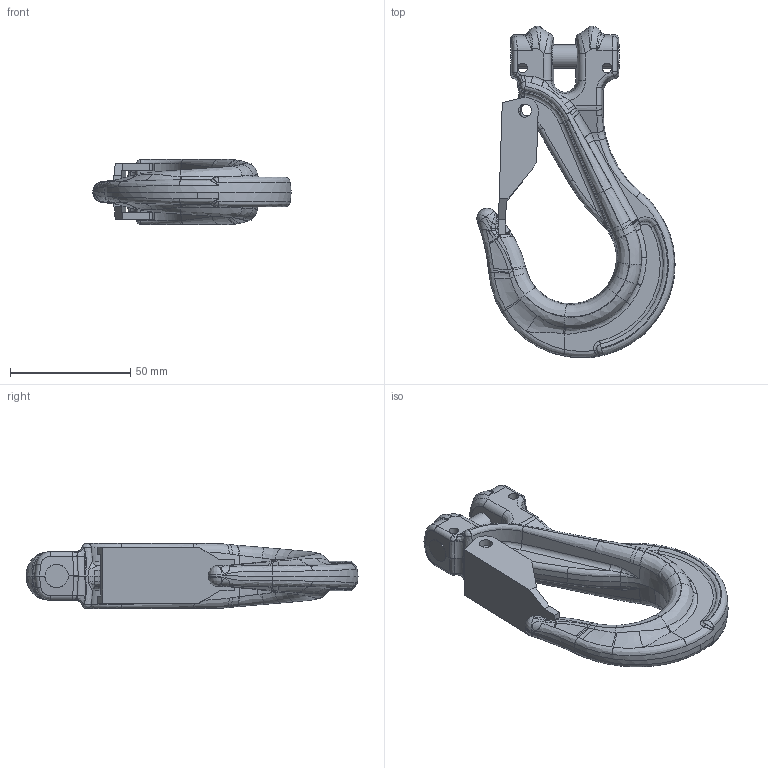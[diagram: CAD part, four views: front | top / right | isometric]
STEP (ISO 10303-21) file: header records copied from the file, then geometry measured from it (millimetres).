
FILE_DESCRIPTION(('CATIA V5 STEP Exchange'),'2;1');
FILE_NAME('X-043-07.stp','2017-06-30T05:20:17+00:00',('none'),('none'),'CATIA Version 5 Release 21 GA (IN-10)','CATIA V5 STEP AP203','none');
FILE_SCHEMA(('CONFIG_CONTROL_DESIGN'));
Products named in the file (1): X-043-07
Assembly tree (3 placements, depth 2):
  X-043-07
    #58
    #48084
    #48188
Bounding box: 82.29 x 137.77 x 27.04 mm (x, y, z)
Volume: 76531 mm3; surface area: 25083.2 mm2
Topology: 3 solids, 3 shells, 522 faces, 2424 edges, 1868 vertices
Faces by surface type: bspline 347, plane 68, cylinder 64, revolution 43
Entity records: 48703 total; most frequent: CARTESIAN_POINT 34296, ORIENTED_EDGE 4784, EDGE_CURVE 2392, B_SPLINE_CURVE_WITH_KNOTS 2032, VERTEX_POINT 1868, DIRECTION 535, EDGE_LOOP 532, ADVANCED_FACE 522
